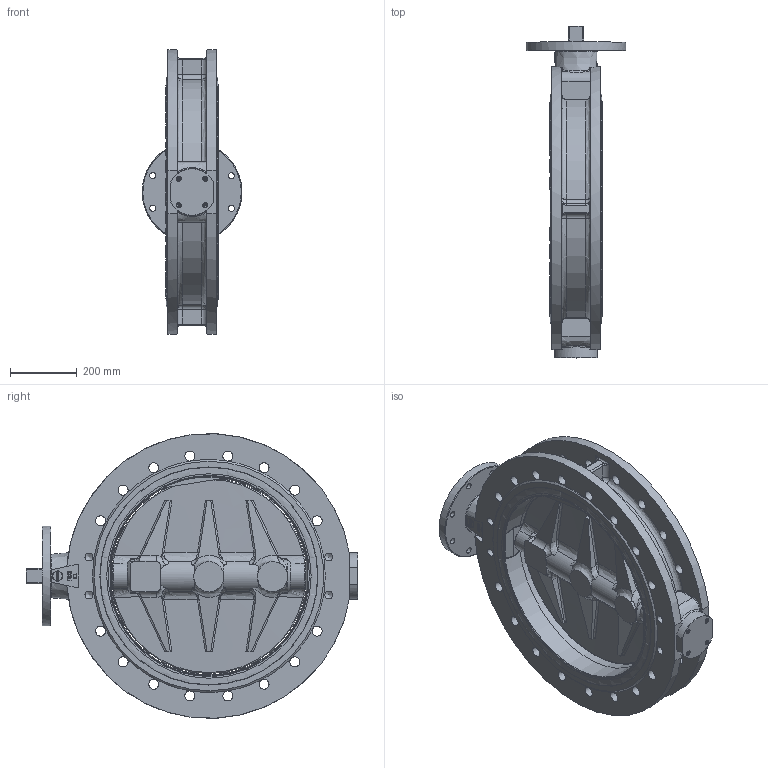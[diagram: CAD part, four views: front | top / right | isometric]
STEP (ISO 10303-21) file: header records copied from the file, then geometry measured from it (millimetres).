
FILE_DESCRIPTION((''),'2;1');
FILE_NAME('F012-K1 DN600.stp','2007-10-29T11:11:40',('hellwig'),(''),'Autodesk Inventor 11','Autodesk Inventor 11','');
FILE_SCHEMA(('AUTOMOTIVE_DESIGN { 1 0 10303 214 1 1 1 1 }'));
Length unit declared in the file: millimetre
Products named in the file (1): Bauteil19
Bounding box: 297.78 x 990.9 x 849.12 mm (x, y, z)
Volume: 38367916.6 mm3; surface area: 2959163.2 mm2
Topology: 15 solids, 15 shells, 1332 faces, 3614 edges, 2268 vertices
Faces by surface type: bspline 553, plane 456, cylinder 209, cone 72, torus 42
Full cylindrical faces by diameter (mm): 8 x4, 13 x4, 18 x8, 23.752 x4, 30 x16, 37 x1, 47 x2, 47.1 x1, 49 x1, 55 x1, 55.1 x1, 60 x7, 60.1 x4, 60.2 x6, 60.5 x2, 66 x1, 67.2 x1, 68 x4, 70 x1, 72.8 x1, 74 x1, 76 x3, 76.12 x1, 85.4 x1, 85.5 x2, 89.5 x1, 98 x1, 200.2 x1, 298 x1, 606 x1
Entity records: 60859 total; most frequent: CARTESIAN_POINT 32489, ORIENTED_EDGE 6494, DIRECTION 4514, EDGE_CURVE 3247, VERTEX_POINT 2142, EDGE_LOOP 1663, AXIS2_PLACEMENT_3D 1659, FACE_OUTER_BOUND 1332
